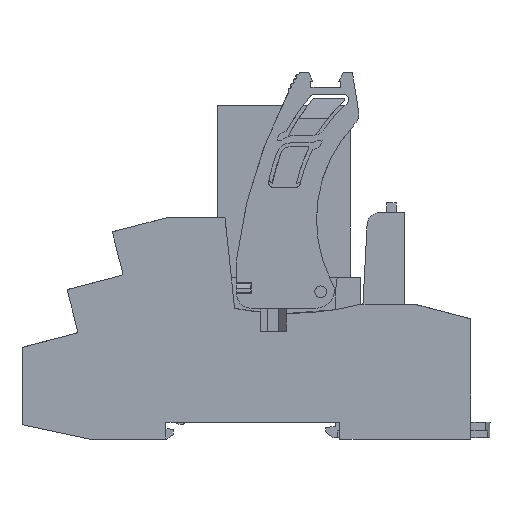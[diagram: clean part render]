
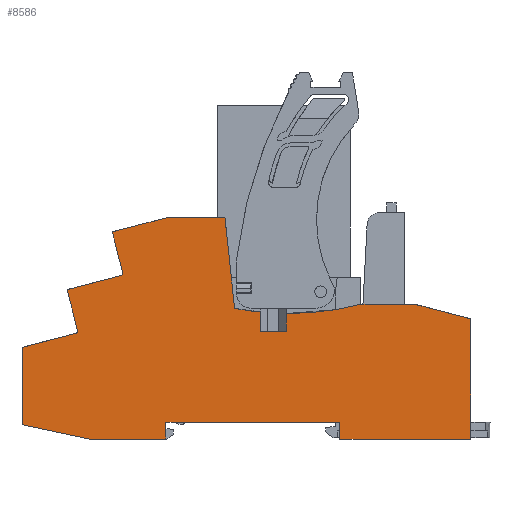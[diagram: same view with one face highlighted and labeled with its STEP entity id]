
A CAD part, left-side view. The second image highlights one B-rep face of the part: STEP entity #8586.
In plain terms, the highlighted planar face has unit normal (-1, 0, 0).
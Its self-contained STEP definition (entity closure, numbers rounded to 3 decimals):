
#5706=AXIS2_PLACEMENT_3D('Circle Axis2P3D',#5704,#5705,$) ;
#6527=AXIS2_PLACEMENT_3D('Circle Axis2P3D',#6525,#6526,$) ;
#8448=AXIS2_PLACEMENT_3D('Plane Axis2P3D',#8445,#8446,#8447) ;
#8480=AXIS2_PLACEMENT_3D('Circle Axis2P3D',#8478,#8479,$) ;
#8501=AXIS2_PLACEMENT_3D('Circle Axis2P3D',#8499,#8500,$) ;
#5641=CARTESIAN_POINT('Vertex',(0.,66.58,45.9)) ;
#5644=CARTESIAN_POINT('Line Origine',(0.,60.723,45.9)) ;
#5648=CARTESIAN_POINT('Vertex',(0.,54.865,45.9)) ;
#5668=CARTESIAN_POINT('Line Origine',(0.,53.865,36.49)) ;
#5672=CARTESIAN_POINT('Vertex',(0.,52.865,27.081)) ;
#5704=CARTESIAN_POINT('Axis2P3D Location',(0.,41.6,85.256)) ;
#5708=CARTESIAN_POINT('Vertex',(0.,47.565,26.301)) ;
#5823=CARTESIAN_POINT('Line Origine',(0.,47.565,24.301)) ;
#5827=CARTESIAN_POINT('Vertex',(0.,47.565,22.3)) ;
#5852=CARTESIAN_POINT('Line Origine',(0.,44.865,22.3)) ;
#5856=CARTESIAN_POINT('Vertex',(0.,42.165,22.3)) ;
#6144=CARTESIAN_POINT('Vertex',(0.,26.712,27.901)) ;
#6147=CARTESIAN_POINT('Line Origine',(0.,21.13,27.9)) ;
#6151=CARTESIAN_POINT('Vertex',(0.,15.549,27.9)) ;
#6503=CARTESIAN_POINT('Line Origine',(0.,42.165,24.151)) ;
#6507=CARTESIAN_POINT('Vertex',(0.,42.165,26.003)) ;
#6525=CARTESIAN_POINT('Axis2P3D Location',(0.,41.6,85.256)) ;
#8445=CARTESIAN_POINT('Axis2P3D Location',(0.,50.415,-52.1)) ;
#8450=CARTESIAN_POINT('Line Origine',(0.,3.965,12.45)) ;
#8454=CARTESIAN_POINT('Vertex',(0.,3.965,0.)) ;
#8456=CARTESIAN_POINT('Vertex',(0.,3.965,24.9)) ;
#8459=CARTESIAN_POINT('Line Origine',(0.,9.757,26.4)) ;
#8464=CARTESIAN_POINT('Line Origine',(0.,72.373,44.4)) ;
#8468=CARTESIAN_POINT('Vertex',(0.,78.165,42.9)) ;
#8471=CARTESIAN_POINT('Line Origine',(0.,77.108,38.665)) ;
#8475=CARTESIAN_POINT('Vertex',(0.,76.05,34.431)) ;
#8478=CARTESIAN_POINT('Axis2P3D Location',(0.,76.536,34.31)) ;
#8482=CARTESIAN_POINT('Vertex',(0.,76.41,33.826)) ;
#8485=CARTESIAN_POINT('Line Origine',(0.,81.963,32.388)) ;
#8489=CARTESIAN_POINT('Vertex',(0.,87.515,30.95)) ;
#8492=CARTESIAN_POINT('Line Origine',(0.,86.458,26.715)) ;
#8496=CARTESIAN_POINT('Vertex',(0.,85.4,22.481)) ;
#8499=CARTESIAN_POINT('Axis2P3D Location',(0.,85.886,22.36)) ;
#8503=CARTESIAN_POINT('Vertex',(0.,85.76,21.876)) ;
#8506=CARTESIAN_POINT('Line Origine',(0.,91.313,20.438)) ;
#8510=CARTESIAN_POINT('Vertex',(0.,96.865,19.)) ;
#8513=CARTESIAN_POINT('Line Origine',(0.,96.865,10.988)) ;
#8517=CARTESIAN_POINT('Vertex',(0.,96.865,2.976)) ;
#8520=CARTESIAN_POINT('Line Origine',(0.,89.865,1.488)) ;
#8524=CARTESIAN_POINT('Vertex',(0.,82.865,0.)) ;
#8527=CARTESIAN_POINT('Line Origine',(0.,74.965,0.)) ;
#8531=CARTESIAN_POINT('Vertex',(0.,67.065,0.)) ;
#8534=CARTESIAN_POINT('Line Origine',(0.,67.065,1.75)) ;
#8538=CARTESIAN_POINT('Vertex',(0.,67.065,3.5)) ;
#8541=CARTESIAN_POINT('Line Origine',(0.,49.065,3.5)) ;
#8545=CARTESIAN_POINT('Vertex',(0.,31.065,3.5)) ;
#8548=CARTESIAN_POINT('Line Origine',(0.,31.065,1.75)) ;
#8552=CARTESIAN_POINT('Vertex',(0.,31.065,0.)) ;
#8555=CARTESIAN_POINT('Line Origine',(0.,17.515,0.)) ;
#5645=DIRECTION('Vector Direction',(0.,1.,0.)) ;
#5669=DIRECTION('Vector Direction',(0.,0.106,0.994)) ;
#5705=DIRECTION('Axis2P3D Direction',(-1.,0.,0.)) ;
#5824=DIRECTION('Vector Direction',(0.,0.,1.)) ;
#5853=DIRECTION('Vector Direction',(0.,1.,0.)) ;
#6148=DIRECTION('Vector Direction',(0.,1.,0.)) ;
#6504=DIRECTION('Vector Direction',(0.,0.,-1.)) ;
#6526=DIRECTION('Axis2P3D Direction',(-1.,0.,0.)) ;
#8446=DIRECTION('Axis2P3D Direction',(-1.,0.,0.)) ;
#8447=DIRECTION('Axis2P3D XDirection',(0.,-1.,0.)) ;
#8451=DIRECTION('Vector Direction',(0.,0.,-1.)) ;
#8460=DIRECTION('Vector Direction',(0.,0.968,0.251)) ;
#8465=DIRECTION('Vector Direction',(0.,-0.968,0.251)) ;
#8472=DIRECTION('Vector Direction',(0.,-0.242,-0.97)) ;
#8479=DIRECTION('Axis2P3D Direction',(-1.,0.,0.)) ;
#8486=DIRECTION('Vector Direction',(0.,-0.968,0.251)) ;
#8493=DIRECTION('Vector Direction',(0.,-0.242,-0.97)) ;
#8500=DIRECTION('Axis2P3D Direction',(-1.,0.,0.)) ;
#8507=DIRECTION('Vector Direction',(0.,-0.968,0.251)) ;
#8514=DIRECTION('Vector Direction',(0.,0.,-1.)) ;
#8521=DIRECTION('Vector Direction',(0.,0.978,0.208)) ;
#8528=DIRECTION('Vector Direction',(0.,1.,0.)) ;
#8535=DIRECTION('Vector Direction',(0.,0.,-1.)) ;
#8542=DIRECTION('Vector Direction',(0.,1.,0.)) ;
#8549=DIRECTION('Vector Direction',(0.,0.,1.)) ;
#8556=DIRECTION('Vector Direction',(0.,1.,0.)) ;
#5646=VECTOR('Line Direction',#5645,1.) ;
#5670=VECTOR('Line Direction',#5669,1.) ;
#5825=VECTOR('Line Direction',#5824,1.) ;
#5854=VECTOR('Line Direction',#5853,1.) ;
#6149=VECTOR('Line Direction',#6148,1.) ;
#6505=VECTOR('Line Direction',#6504,1.) ;
#8452=VECTOR('Line Direction',#8451,1.) ;
#8461=VECTOR('Line Direction',#8460,1.) ;
#8466=VECTOR('Line Direction',#8465,1.) ;
#8473=VECTOR('Line Direction',#8472,1.) ;
#8487=VECTOR('Line Direction',#8486,1.) ;
#8494=VECTOR('Line Direction',#8493,1.) ;
#8508=VECTOR('Line Direction',#8507,1.) ;
#8515=VECTOR('Line Direction',#8514,1.) ;
#8522=VECTOR('Line Direction',#8521,1.) ;
#8529=VECTOR('Line Direction',#8528,1.) ;
#8536=VECTOR('Line Direction',#8535,1.) ;
#8543=VECTOR('Line Direction',#8542,1.) ;
#8550=VECTOR('Line Direction',#8549,1.) ;
#8557=VECTOR('Line Direction',#8556,1.) ;
#8561=ORIENTED_EDGE('',*,*,#8458,.T.) ;
#8562=ORIENTED_EDGE('',*,*,#8463,.T.) ;
#8563=ORIENTED_EDGE('',*,*,#6153,.T.) ;
#8564=ORIENTED_EDGE('',*,*,#6529,.T.) ;
#8565=ORIENTED_EDGE('',*,*,#6509,.T.) ;
#8566=ORIENTED_EDGE('',*,*,#5858,.T.) ;
#8567=ORIENTED_EDGE('',*,*,#5829,.T.) ;
#8568=ORIENTED_EDGE('',*,*,#5710,.T.) ;
#8569=ORIENTED_EDGE('',*,*,#5674,.T.) ;
#8570=ORIENTED_EDGE('',*,*,#5650,.T.) ;
#8571=ORIENTED_EDGE('',*,*,#8470,.T.) ;
#8572=ORIENTED_EDGE('',*,*,#8477,.T.) ;
#8573=ORIENTED_EDGE('',*,*,#8484,.T.) ;
#8574=ORIENTED_EDGE('',*,*,#8491,.T.) ;
#8575=ORIENTED_EDGE('',*,*,#8498,.T.) ;
#8576=ORIENTED_EDGE('',*,*,#8505,.T.) ;
#8577=ORIENTED_EDGE('',*,*,#8512,.T.) ;
#8578=ORIENTED_EDGE('',*,*,#8519,.T.) ;
#8579=ORIENTED_EDGE('',*,*,#8526,.T.) ;
#8580=ORIENTED_EDGE('',*,*,#8533,.T.) ;
#8581=ORIENTED_EDGE('',*,*,#8540,.T.) ;
#8582=ORIENTED_EDGE('',*,*,#8547,.T.) ;
#8583=ORIENTED_EDGE('',*,*,#8554,.T.) ;
#8584=ORIENTED_EDGE('',*,*,#8559,.T.) ;
#8586=ADVANCED_FACE('KIT',(#8585),#8449,.T.) ;
#5707=CIRCLE('generated circle',#5706,59.256) ;
#6528=CIRCLE('generated circle',#6527,59.256) ;
#8481=CIRCLE('generated circle',#8480,0.5) ;
#8502=CIRCLE('generated circle',#8501,0.5) ;
#5650=EDGE_CURVE('',#5649,#5642,#5647,.T.) ;
#5674=EDGE_CURVE('',#5673,#5649,#5671,.T.) ;
#5710=EDGE_CURVE('',#5709,#5673,#5707,.F.) ;
#5829=EDGE_CURVE('',#5828,#5709,#5826,.T.) ;
#5858=EDGE_CURVE('',#5857,#5828,#5855,.T.) ;
#6153=EDGE_CURVE('',#6152,#6145,#6150,.T.) ;
#6509=EDGE_CURVE('',#6508,#5857,#6506,.T.) ;
#6529=EDGE_CURVE('',#6145,#6508,#6528,.F.) ;
#8458=EDGE_CURVE('',#8455,#8457,#8453,.F.) ;
#8463=EDGE_CURVE('',#8457,#6152,#8462,.T.) ;
#8470=EDGE_CURVE('',#5642,#8469,#8467,.F.) ;
#8477=EDGE_CURVE('',#8469,#8476,#8474,.T.) ;
#8484=EDGE_CURVE('',#8476,#8483,#8481,.F.) ;
#8491=EDGE_CURVE('',#8483,#8490,#8488,.F.) ;
#8498=EDGE_CURVE('',#8490,#8497,#8495,.T.) ;
#8505=EDGE_CURVE('',#8497,#8504,#8502,.F.) ;
#8512=EDGE_CURVE('',#8504,#8511,#8509,.F.) ;
#8519=EDGE_CURVE('',#8511,#8518,#8516,.T.) ;
#8526=EDGE_CURVE('',#8518,#8525,#8523,.F.) ;
#8533=EDGE_CURVE('',#8525,#8532,#8530,.F.) ;
#8540=EDGE_CURVE('',#8532,#8539,#8537,.F.) ;
#8547=EDGE_CURVE('',#8539,#8546,#8544,.F.) ;
#8554=EDGE_CURVE('',#8546,#8553,#8551,.F.) ;
#8559=EDGE_CURVE('',#8553,#8455,#8558,.F.) ;
#8560=EDGE_LOOP('',(#8561,#8562,#8563,#8564,#8565,#8566,#8567,#8568,#8569,#8570,#8571,#8572,#8573,#8574,#8575,#8576,#8577,#8578,#8579,#8580,#8581,#8582,#8583,#8584)) ;
#8585=FACE_OUTER_BOUND('',#8560,.T.) ;
#5647=LINE('Line',#5644,#5646) ;
#5671=LINE('Line',#5668,#5670) ;
#5826=LINE('Line',#5823,#5825) ;
#5855=LINE('Line',#5852,#5854) ;
#6150=LINE('Line',#6147,#6149) ;
#6506=LINE('Line',#6503,#6505) ;
#8453=LINE('Line',#8450,#8452) ;
#8462=LINE('Line',#8459,#8461) ;
#8467=LINE('Line',#8464,#8466) ;
#8474=LINE('Line',#8471,#8473) ;
#8488=LINE('Line',#8485,#8487) ;
#8495=LINE('Line',#8492,#8494) ;
#8509=LINE('Line',#8506,#8508) ;
#8516=LINE('Line',#8513,#8515) ;
#8523=LINE('Line',#8520,#8522) ;
#8530=LINE('Line',#8527,#8529) ;
#8537=LINE('Line',#8534,#8536) ;
#8544=LINE('Line',#8541,#8543) ;
#8551=LINE('Line',#8548,#8550) ;
#8558=LINE('Line',#8555,#8557) ;
#8449=PLANE('',#8448) ;
#5642=VERTEX_POINT('',#5641) ;
#5649=VERTEX_POINT('',#5648) ;
#5673=VERTEX_POINT('',#5672) ;
#5709=VERTEX_POINT('',#5708) ;
#5828=VERTEX_POINT('',#5827) ;
#5857=VERTEX_POINT('',#5856) ;
#6145=VERTEX_POINT('',#6144) ;
#6152=VERTEX_POINT('',#6151) ;
#6508=VERTEX_POINT('',#6507) ;
#8455=VERTEX_POINT('',#8454) ;
#8457=VERTEX_POINT('',#8456) ;
#8469=VERTEX_POINT('',#8468) ;
#8476=VERTEX_POINT('',#8475) ;
#8483=VERTEX_POINT('',#8482) ;
#8490=VERTEX_POINT('',#8489) ;
#8497=VERTEX_POINT('',#8496) ;
#8504=VERTEX_POINT('',#8503) ;
#8511=VERTEX_POINT('',#8510) ;
#8518=VERTEX_POINT('',#8517) ;
#8525=VERTEX_POINT('',#8524) ;
#8532=VERTEX_POINT('',#8531) ;
#8539=VERTEX_POINT('',#8538) ;
#8546=VERTEX_POINT('',#8545) ;
#8553=VERTEX_POINT('',#8552) ;
